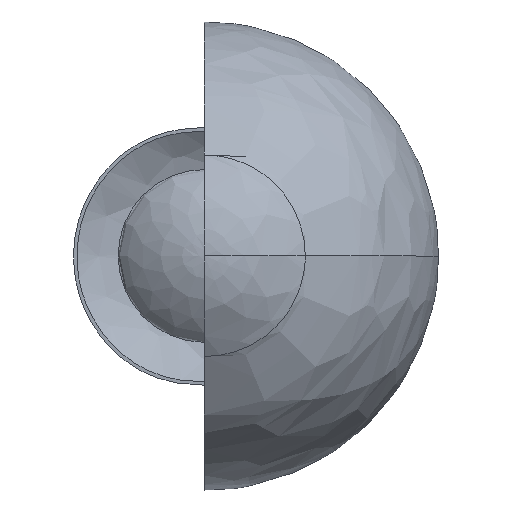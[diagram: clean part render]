
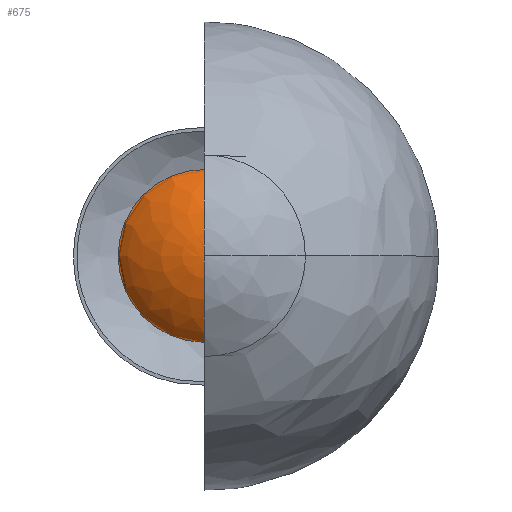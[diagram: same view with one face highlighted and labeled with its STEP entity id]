
A CAD part, top view. The second image highlights one B-rep face of the part: STEP entity #675.
In plain terms, the highlighted free-form (B-spline) face has degree [3, 3] with [10, 11] control points.
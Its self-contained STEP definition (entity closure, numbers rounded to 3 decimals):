
#61=FACE_OUTER_BOUND('',#109,.T.);
#109=EDGE_LOOP('',(#427,#428));
#157=B_SPLINE_CURVE_WITH_KNOTS('',3,(#905,#906,#907,#908,#909,#910,#911,
#912,#913,#914),.UNSPECIFIED.,.F.,.F.,(4,1,1,1,1,1,1,4),(0.,1.,2.,3.,4.,
5.,6.,7.),.UNSPECIFIED.);
#252=VERTEX_POINT('',#903);
#253=VERTEX_POINT('',#904);
#322=EDGE_CURVE('',#252,#253,#157,.T.);
#427=ORIENTED_EDGE('',*,*,#322,.T.);
#428=ORIENTED_EDGE('',*,*,#322,.F.);
#637=B_SPLINE_SURFACE_WITH_KNOTS('',3,3,((#793,#794,#795,#796,#797,#798,
#799,#800,#801,#802,#803),(#804,#805,#806,#807,#808,#809,#810,#811,#812,
#813,#814),(#815,#816,#817,#818,#819,#820,#821,#822,#823,#824,#825),(#826,
#827,#828,#829,#830,#831,#832,#833,#834,#835,#836),(#837,#838,#839,#840,
#841,#842,#843,#844,#845,#846,#847),(#848,#849,#850,#851,#852,#853,#854,
#855,#856,#857,#858),(#859,#860,#861,#862,#863,#864,#865,#866,#867,#868,
#869),(#870,#871,#872,#873,#874,#875,#876,#877,#878,#879,#880),(#881,#882,
#883,#884,#885,#886,#887,#888,#889,#890,#891),(#892,#893,#894,#895,#896,
#897,#898,#899,#900,#901,#902)),.UNSPECIFIED.,.F.,.T.,.F.,(4,1,1,1,1,1,
1,4),(4,1,1,1,1,1,1,1,4),(0.,1.,2.,3.,4.,5.,6.,7.),(0.,1.,2.,3.,4.,5.,6.,
7.,8.),.UNSPECIFIED.);
#675=ADVANCED_FACE('',(#61),#637,.T.);
#793=CARTESIAN_POINT('Ctrl Pts',(0.,0.,
21.2));
#794=CARTESIAN_POINT('Ctrl Pts',(0.,0.,
21.2));
#795=CARTESIAN_POINT('Ctrl Pts',(0.,0.,
21.2));
#796=CARTESIAN_POINT('Ctrl Pts',(0.,0.,
21.2));
#797=CARTESIAN_POINT('Ctrl Pts',(0.,0.,
21.2));
#798=CARTESIAN_POINT('Ctrl Pts',(0.,0.,
21.2));
#799=CARTESIAN_POINT('Ctrl Pts',(0.,0.,
21.2));
#800=CARTESIAN_POINT('Ctrl Pts',(0.,0.,
21.2));
#801=CARTESIAN_POINT('Ctrl Pts',(0.,0.,
21.2));
#802=CARTESIAN_POINT('Ctrl Pts',(0.,0.,
21.2));
#803=CARTESIAN_POINT('Ctrl Pts',(0.,0.,
21.2));
#804=CARTESIAN_POINT('Ctrl Pts',(1.669,0.,
21.2));
#805=CARTESIAN_POINT('Ctrl Pts',(1.669,0.436,21.2));
#806=CARTESIAN_POINT('Ctrl Pts',(1.308,1.308,21.2));
#807=CARTESIAN_POINT('Ctrl Pts',(0.,1.849,
21.2));
#808=CARTESIAN_POINT('Ctrl Pts',(-1.308,1.308,21.2));
#809=CARTESIAN_POINT('Ctrl Pts',(-1.849,0.,
21.2));
#810=CARTESIAN_POINT('Ctrl Pts',(-1.308,-1.308,21.2));
#811=CARTESIAN_POINT('Ctrl Pts',(0.,-1.849,
21.2));
#812=CARTESIAN_POINT('Ctrl Pts',(1.308,-1.308,21.2));
#813=CARTESIAN_POINT('Ctrl Pts',(1.669,-0.436,21.2));
#814=CARTESIAN_POINT('Ctrl Pts',(1.669,0.,
21.2));
#815=CARTESIAN_POINT('Ctrl Pts',(5.006,0.,
20.536));
#816=CARTESIAN_POINT('Ctrl Pts',(5.006,1.308,20.536));
#817=CARTESIAN_POINT('Ctrl Pts',(3.923,3.923,20.536));
#818=CARTESIAN_POINT('Ctrl Pts',(0.,5.548,
20.536));
#819=CARTESIAN_POINT('Ctrl Pts',(-3.923,3.923,20.536));
#820=CARTESIAN_POINT('Ctrl Pts',(-5.548,0.,
20.536));
#821=CARTESIAN_POINT('Ctrl Pts',(-3.923,-3.923,20.536));
#822=CARTESIAN_POINT('Ctrl Pts',(0.,-5.548,
20.536));
#823=CARTESIAN_POINT('Ctrl Pts',(3.923,-3.923,20.536));
#824=CARTESIAN_POINT('Ctrl Pts',(5.006,-1.308,20.536));
#825=CARTESIAN_POINT('Ctrl Pts',(5.006,0.,
20.536));
#826=CARTESIAN_POINT('Ctrl Pts',(9.25,0.,
17.7));
#827=CARTESIAN_POINT('Ctrl Pts',(9.25,2.416,17.7));
#828=CARTESIAN_POINT('Ctrl Pts',(7.249,7.249,17.7));
#829=CARTESIAN_POINT('Ctrl Pts',(0.,10.251,
17.7));
#830=CARTESIAN_POINT('Ctrl Pts',(-7.249,7.249,17.7));
#831=CARTESIAN_POINT('Ctrl Pts',(-10.251,0.,
17.7));
#832=CARTESIAN_POINT('Ctrl Pts',(-7.249,-7.249,17.7));
#833=CARTESIAN_POINT('Ctrl Pts',(0.,-10.251,
17.7));
#834=CARTESIAN_POINT('Ctrl Pts',(7.249,-7.249,17.7));
#835=CARTESIAN_POINT('Ctrl Pts',(9.25,-2.416,17.7));
#836=CARTESIAN_POINT('Ctrl Pts',(9.25,0.,
17.7));
#837=CARTESIAN_POINT('Ctrl Pts',(9.414,0.,
17.411));
#838=CARTESIAN_POINT('Ctrl Pts',(9.414,2.459,17.411));
#839=CARTESIAN_POINT('Ctrl Pts',(7.377,7.377,17.411));
#840=CARTESIAN_POINT('Ctrl Pts',(0.,10.433,
17.411));
#841=CARTESIAN_POINT('Ctrl Pts',(-7.377,7.377,17.411));
#842=CARTESIAN_POINT('Ctrl Pts',(-10.433,0.,
17.411));
#843=CARTESIAN_POINT('Ctrl Pts',(-7.377,-7.377,17.411));
#844=CARTESIAN_POINT('Ctrl Pts',(0.,-10.433,
17.411));
#845=CARTESIAN_POINT('Ctrl Pts',(7.377,-7.377,17.411));
#846=CARTESIAN_POINT('Ctrl Pts',(9.414,-2.459,17.411));
#847=CARTESIAN_POINT('Ctrl Pts',(9.414,0.,17.411));
#848=CARTESIAN_POINT('Ctrl Pts',(9.578,0.,
17.122));
#849=CARTESIAN_POINT('Ctrl Pts',(9.578,2.502,17.122));
#850=CARTESIAN_POINT('Ctrl Pts',(7.506,7.506,17.122));
#851=CARTESIAN_POINT('Ctrl Pts',(0.,10.614,
17.122));
#852=CARTESIAN_POINT('Ctrl Pts',(-7.506,7.506,17.122));
#853=CARTESIAN_POINT('Ctrl Pts',(-10.614,0.,
17.122));
#854=CARTESIAN_POINT('Ctrl Pts',(-7.506,-7.506,17.122));
#855=CARTESIAN_POINT('Ctrl Pts',(0.,-10.614,
17.122));
#856=CARTESIAN_POINT('Ctrl Pts',(7.506,-7.506,17.122));
#857=CARTESIAN_POINT('Ctrl Pts',(9.578,-2.502,17.122));
#858=CARTESIAN_POINT('Ctrl Pts',(9.578,0.,
17.122));
#859=CARTESIAN_POINT('Ctrl Pts',(9.742,0.,
16.833));
#860=CARTESIAN_POINT('Ctrl Pts',(9.742,2.545,16.833));
#861=CARTESIAN_POINT('Ctrl Pts',(7.634,7.634,16.833));
#862=CARTESIAN_POINT('Ctrl Pts',(0.,10.796,
16.833));
#863=CARTESIAN_POINT('Ctrl Pts',(-7.634,7.634,16.833));
#864=CARTESIAN_POINT('Ctrl Pts',(-10.796,0.,
16.833));
#865=CARTESIAN_POINT('Ctrl Pts',(-7.634,-7.634,16.833));
#866=CARTESIAN_POINT('Ctrl Pts',(0.,-10.796,
16.833));
#867=CARTESIAN_POINT('Ctrl Pts',(7.634,-7.634,16.833));
#868=CARTESIAN_POINT('Ctrl Pts',(9.742,-2.545,16.833));
#869=CARTESIAN_POINT('Ctrl Pts',(9.742,0.,
16.833));
#870=CARTESIAN_POINT('Ctrl Pts',(5.272,0.,
12.106));
#871=CARTESIAN_POINT('Ctrl Pts',(5.272,1.377,12.106));
#872=CARTESIAN_POINT('Ctrl Pts',(4.131,4.131,12.106));
#873=CARTESIAN_POINT('Ctrl Pts',(0.,5.843,
12.106));
#874=CARTESIAN_POINT('Ctrl Pts',(-4.131,4.131,12.106));
#875=CARTESIAN_POINT('Ctrl Pts',(-5.843,0.,
12.106));
#876=CARTESIAN_POINT('Ctrl Pts',(-4.131,-4.131,12.106));
#877=CARTESIAN_POINT('Ctrl Pts',(0.,-5.843,
12.106));
#878=CARTESIAN_POINT('Ctrl Pts',(4.131,-4.131,12.106));
#879=CARTESIAN_POINT('Ctrl Pts',(5.272,-1.377,12.106));
#880=CARTESIAN_POINT('Ctrl Pts',(5.272,0.,12.106));
#881=CARTESIAN_POINT('Ctrl Pts',(1.757,0.,
11.));
#882=CARTESIAN_POINT('Ctrl Pts',(1.757,0.459,11.));
#883=CARTESIAN_POINT('Ctrl Pts',(1.377,1.377,11.));
#884=CARTESIAN_POINT('Ctrl Pts',(0.,1.948,
11.));
#885=CARTESIAN_POINT('Ctrl Pts',(-1.377,1.377,11.));
#886=CARTESIAN_POINT('Ctrl Pts',(-1.948,0.,
11.));
#887=CARTESIAN_POINT('Ctrl Pts',(-1.377,-1.377,11.));
#888=CARTESIAN_POINT('Ctrl Pts',(0.,-1.948,
11.));
#889=CARTESIAN_POINT('Ctrl Pts',(1.377,-1.377,11.));
#890=CARTESIAN_POINT('Ctrl Pts',(1.757,-0.459,11.));
#891=CARTESIAN_POINT('Ctrl Pts',(1.757,0.,
11.));
#892=CARTESIAN_POINT('Ctrl Pts',(0.,0.,
11.));
#893=CARTESIAN_POINT('Ctrl Pts',(0.,0.,
11.));
#894=CARTESIAN_POINT('Ctrl Pts',(0.,0.,
11.));
#895=CARTESIAN_POINT('Ctrl Pts',(0.,0.,
11.));
#896=CARTESIAN_POINT('Ctrl Pts',(0.,0.,
11.));
#897=CARTESIAN_POINT('Ctrl Pts',(0.,0.,
11.));
#898=CARTESIAN_POINT('Ctrl Pts',(0.,0.,
11.));
#899=CARTESIAN_POINT('Ctrl Pts',(0.,0.,
11.));
#900=CARTESIAN_POINT('Ctrl Pts',(0.,0.,
11.));
#901=CARTESIAN_POINT('Ctrl Pts',(0.,0.,
11.));
#902=CARTESIAN_POINT('Ctrl Pts',(0.,0.,
11.));
#903=CARTESIAN_POINT('',(0.,0.,21.2));
#904=CARTESIAN_POINT('',(0.,0.,11.));
#905=CARTESIAN_POINT('Ctrl Pts',(0.,0.,
21.2));
#906=CARTESIAN_POINT('Ctrl Pts',(1.669,0.,
21.2));
#907=CARTESIAN_POINT('Ctrl Pts',(5.006,0.,
20.536));
#908=CARTESIAN_POINT('Ctrl Pts',(9.25,0.,
17.7));
#909=CARTESIAN_POINT('Ctrl Pts',(9.414,0.,
17.411));
#910=CARTESIAN_POINT('Ctrl Pts',(9.578,0.,
17.122));
#911=CARTESIAN_POINT('Ctrl Pts',(9.742,0.,
16.833));
#912=CARTESIAN_POINT('Ctrl Pts',(5.272,0.,
12.106));
#913=CARTESIAN_POINT('Ctrl Pts',(1.757,0.,
11.));
#914=CARTESIAN_POINT('Ctrl Pts',(0.,0.,
11.));
